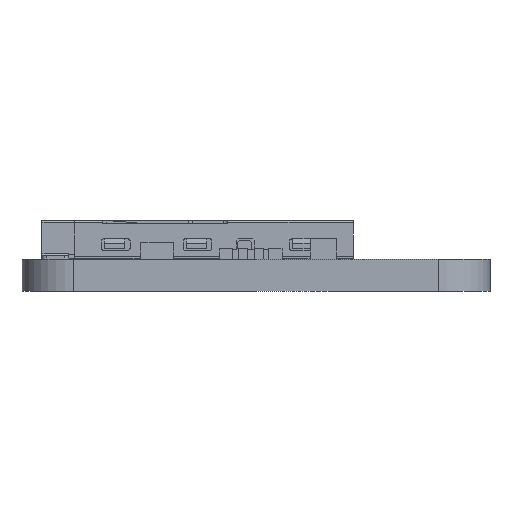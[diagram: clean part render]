
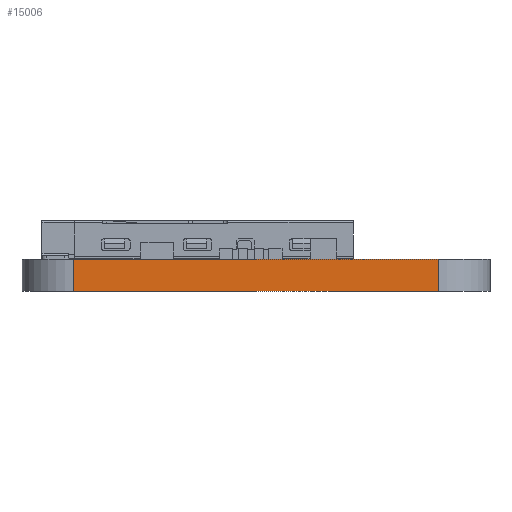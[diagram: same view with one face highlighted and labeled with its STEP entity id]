
A CAD part, left-side view. The second image highlights one B-rep face of the part: STEP entity #15006.
In plain terms, the highlighted planar face has unit normal (-1, 0, 0).
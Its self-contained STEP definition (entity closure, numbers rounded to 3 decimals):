
#191=PLANE('',#15859);
#760=FACE_OUTER_BOUND('',#1508,.T.);
#1508=EDGE_LOOP('',(#9864,#9865,#9866,#9867));
#2363=LINE('',#21165,#4110);
#2364=LINE('',#21168,#4111);
#2365=LINE('',#21170,#4112);
#2366=LINE('',#21171,#4113);
#4110=VECTOR('',#17112,10.);
#4111=VECTOR('',#17115,10.);
#4112=VECTOR('',#17116,10.);
#4113=VECTOR('',#17117,10.);
#6245=VERTEX_POINT('',#21161);
#6246=VERTEX_POINT('',#21163);
#6247=VERTEX_POINT('',#21167);
#6248=VERTEX_POINT('',#21169);
#7692=EDGE_CURVE('',#6245,#6246,#2363,.T.);
#7693=EDGE_CURVE('',#6245,#6247,#2364,.T.);
#7694=EDGE_CURVE('',#6248,#6246,#2365,.T.);
#7695=EDGE_CURVE('',#6247,#6248,#2366,.T.);
#9864=ORIENTED_EDGE('',*,*,#7693,.F.);
#9865=ORIENTED_EDGE('',*,*,#7692,.T.);
#9866=ORIENTED_EDGE('',*,*,#7694,.F.);
#9867=ORIENTED_EDGE('',*,*,#7695,.F.);
#15006=ADVANCED_FACE('',(#760),#191,.T.);
#15859=AXIS2_PLACEMENT_3D('',#21166,#17113,#17114);
#17112=DIRECTION('',(0.,0.,1.));
#17113=DIRECTION('center_axis',(-1.,0.,0.));
#17114=DIRECTION('ref_axis',(0.,-1.,0.));
#17115=DIRECTION('',(0.,1.,0.));
#17116=DIRECTION('',(0.,-1.,0.));
#17117=DIRECTION('',(0.,0.,1.));
#21161=CARTESIAN_POINT('',(0.,2.54,0.));
#21163=CARTESIAN_POINT('',(0.,2.54,1.57));
#21165=CARTESIAN_POINT('',(0.,2.54,0.));
#21166=CARTESIAN_POINT('Origin',(0.,20.32,0.));
#21167=CARTESIAN_POINT('',(0.,20.32,0.));
#21168=CARTESIAN_POINT('',(0.,2.54,0.));
#21169=CARTESIAN_POINT('',(0.,20.32,1.57));
#21170=CARTESIAN_POINT('',(0.,2.54,1.57));
#21171=CARTESIAN_POINT('',(0.,20.32,0.));
